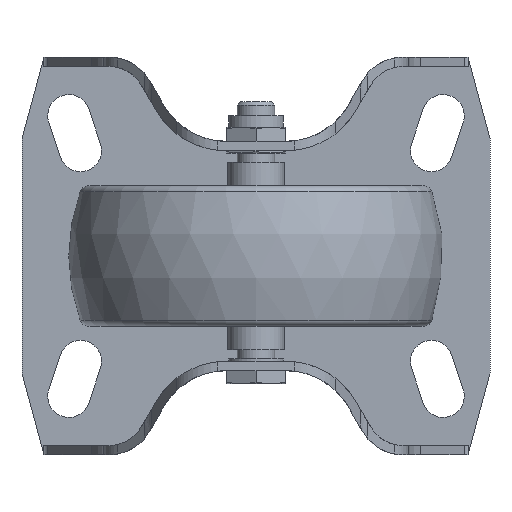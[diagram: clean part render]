
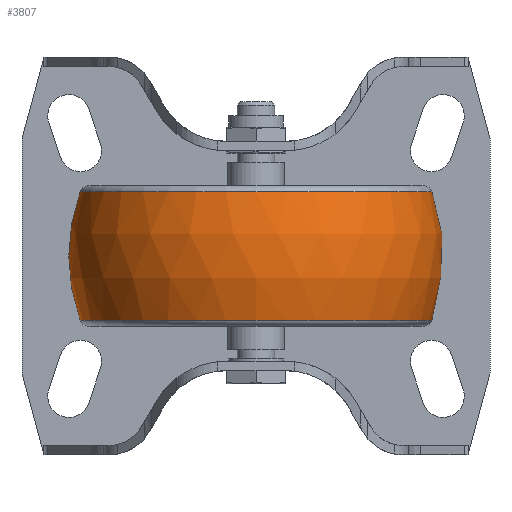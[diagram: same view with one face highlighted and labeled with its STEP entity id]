
A CAD part, front view. The second image highlights one B-rep face of the part: STEP entity #3807.
In plain terms, the highlighted spherical face has radius 40 mm.
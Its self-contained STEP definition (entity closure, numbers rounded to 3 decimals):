
#23=SPHERICAL_SURFACE('',#4350,40.);
#1069=FACE_OUTER_BOUND('',#1314,.T.);
#1314=EDGE_LOOP('',(#3546,#3547,#3548,#3549));
#1493=CIRCLE('',#4349,37.586);
#1494=CIRCLE('',#4351,40.);
#1495=CIRCLE('',#4352,37.586);
#1893=VERTEX_POINT('',#6948);
#1894=VERTEX_POINT('',#6952);
#2444=EDGE_CURVE('',#1893,#1893,#1493,.T.);
#2445=EDGE_CURVE('',#1893,#1894,#1494,.T.);
#2446=EDGE_CURVE('',#1894,#1894,#1495,.T.);
#3546=ORIENTED_EDGE('',*,*,#2444,.F.);
#3547=ORIENTED_EDGE('',*,*,#2445,.T.);
#3548=ORIENTED_EDGE('',*,*,#2446,.T.);
#3549=ORIENTED_EDGE('',*,*,#2445,.F.);
#3807=ADVANCED_FACE('',(#1069),#23,.T.);
#4349=AXIS2_PLACEMENT_3D('',#6950,#5480,#5481);
#4350=AXIS2_PLACEMENT_3D('',#6951,#5482,#5483);
#4351=AXIS2_PLACEMENT_3D('',#6953,#5484,#5485);
#4352=AXIS2_PLACEMENT_3D('',#6954,#5486,#5487);
#5480=DIRECTION('center_axis',(0.,0.,1.));
#5481=DIRECTION('ref_axis',(1.,0.,0.));
#5482=DIRECTION('center_axis',(0.,0.,1.));
#5483=DIRECTION('ref_axis',(1.,0.,0.));
#5484=DIRECTION('center_axis',(0.,-1.,0.));
#5485=DIRECTION('ref_axis',(-1.,0.,0.));
#5486=DIRECTION('center_axis',(0.,0.,1.));
#5487=DIRECTION('ref_axis',(1.,0.,0.));
#6948=CARTESIAN_POINT('',(-37.586,0.,13.684));
#6950=CARTESIAN_POINT('Origin',(0.,0.,13.684));
#6951=CARTESIAN_POINT('Origin',(0.,0.,0.));
#6952=CARTESIAN_POINT('',(-37.586,0.,-13.684));
#6953=CARTESIAN_POINT('Origin',(0.,0.,0.));
#6954=CARTESIAN_POINT('Origin',(0.,0.,-13.684));
